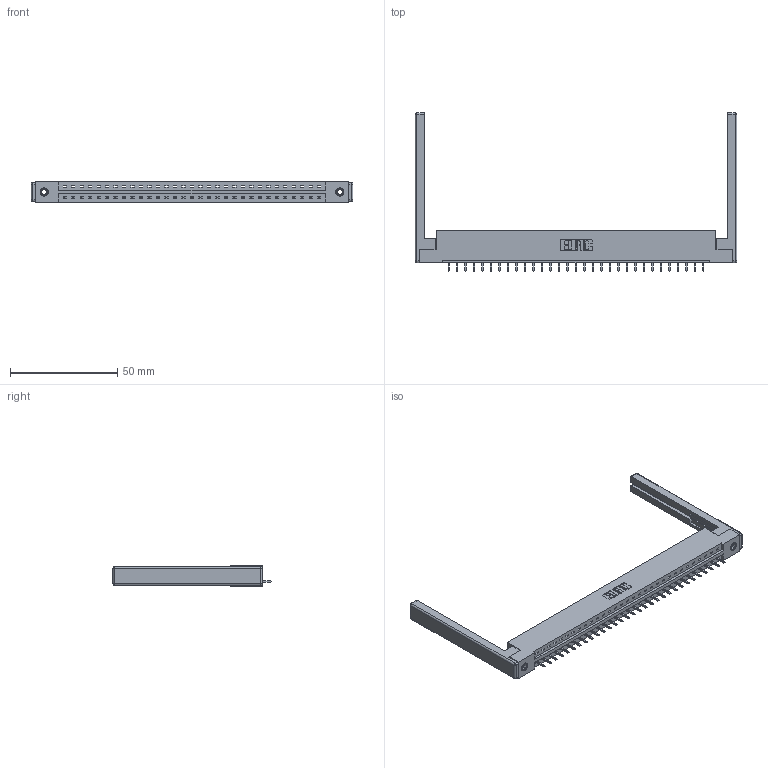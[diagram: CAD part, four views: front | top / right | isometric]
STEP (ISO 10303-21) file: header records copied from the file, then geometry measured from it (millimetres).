
FILE_DESCRIPTION (( 'STEP AP203' ), '1' );
FILE_NAME ('337-031-521-168.STEP', '2019-10-01T00:57:14', ( '' ), ( '' ), 'SwSTEP 2.0', 'SolidWorks 2016', '' );
FILE_SCHEMA (( 'CONFIG_CONTROL_DESIGN' ));
Length unit declared in the file: inch
Products named in the file (5): 307-220-068; 337 Part_Flush Mounting Lugs - 0.156 Dia-TI; 345-250-001_345-250-001-102; 337-031-521-168; 345-292-001_345-293-121
Assembly tree (36 placements, depth 2):
  337-031-521-168
    337 Part_Flush Mounting Lugs - 0.156 Dia-TI
    345-292-001_345-293-121  x31
    345-250-001_345-250-001-102  x2
    307-220-068  x2
Bounding box: 150.27 x 73.79 x 9.4 mm (x, y, z)
Volume: 19783 mm3; surface area: 19562.9 mm2
Topology: 36 solids, 36 shells, 2190 faces, 6529 edges, 4290 vertices
Faces by surface type: plane 1584, cylinder 582, cone 12, sphere 8, torus 4
Entity records: 27244 total; most frequent: CARTESIAN_POINT 4700, ORIENTED_EDGE 4656, DIRECTION 4052, EDGE_CURVE 2328, VECTOR 2150, LINE 2150, VERTEX_POINT 1542, AXIS2_PLACEMENT_3D 951
